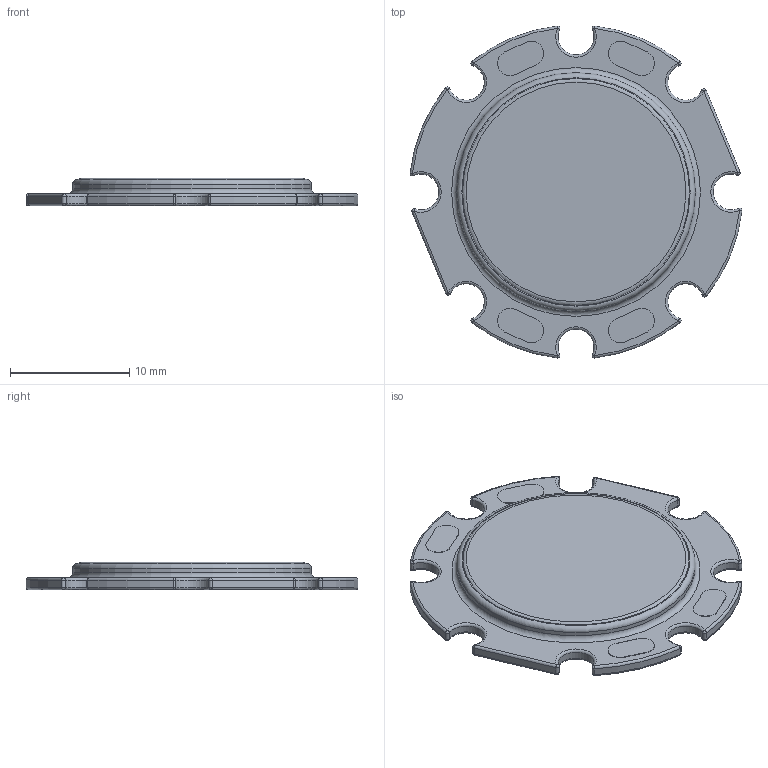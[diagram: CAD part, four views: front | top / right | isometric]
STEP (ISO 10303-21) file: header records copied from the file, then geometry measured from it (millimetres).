
FILE_DESCRIPTION(/* description */ (''),/* implementation_level */ '2;1');
FILE_NAME(/* name */ 'COB LED 3W circular.stp',/* time_stamp */ '2015-03-31T17:02:31+06:00',/* author */ ('Admin'),/* organization */ (''),/* preprocessor_version */ 'ST-DEVELOPER v15.6',/* originating_system */ 'Autodesk Inventor 2015',/* authorisation */ '');
FILE_SCHEMA (('AUTOMOTIVE_DESIGN { 1 0 10303 214 3 1 1 }'));
Length unit declared in the file: millimetre
Products named in the file (1): COB LED 3W circular
Bounding box: 27.83 x 27.83 x 2.3 mm (x, y, z)
Volume: 961.7 mm3; surface area: 1266.9 mm2
Topology: 1 solids, 1 shells, 124 faces, 251 edges, 135 vertices
Faces by surface type: cylinder 43, sphere 32, torus 31, plane 18
Full cylindrical faces by diameter (mm): 20 x1
Entity records: 3258 total; most frequent: DIRECTION 670, CARTESIAN_POINT 505, ORIENTED_EDGE 492, AXIS2_PLACEMENT_3D 299, EDGE_CURVE 246, CIRCLE 174, EDGE_LOOP 134, VERTEX_POINT 134
